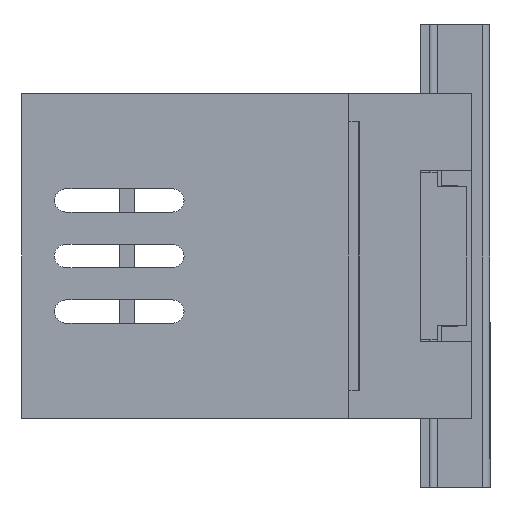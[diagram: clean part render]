
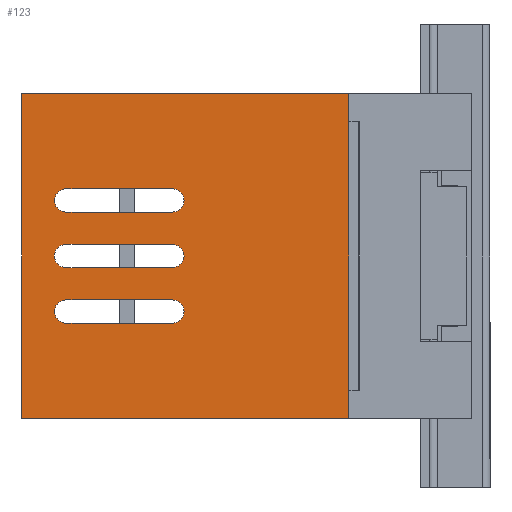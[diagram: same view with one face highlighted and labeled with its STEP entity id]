
A CAD part, left-side view. The second image highlights one B-rep face of the part: STEP entity #123.
In plain terms, the highlighted planar face has unit normal (-1, 0, 0).
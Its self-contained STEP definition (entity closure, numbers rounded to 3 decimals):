
#69 = EDGE_CURVE ( 'NONE', #5503, #13298, #2156, .T. ) ;
#123 = ADVANCED_FACE ( 'NONE', ( #14917, #18444, #15662, #4948 ), #4964, .F. ) ;
#181 = CARTESIAN_POINT ( 'NONE',  ( -55., 30.55, 4.75 ) ) ;
#270 = LINE ( 'NONE', #597, #12490 ) ;
#587 = EDGE_CURVE ( 'NONE', #19192, #3456, #3137, .T. ) ;
#597 = CARTESIAN_POINT ( 'NONE',  ( -55., 30.55, -7.25 ) ) ;
#663 = DIRECTION ( 'NONE',  ( 0., 1., 0. ) ) ;
#685 = VECTOR ( 'NONE', #11587, 1000. ) ;
#756 = EDGE_CURVE ( 'NONE', #3456, #3165, #14899, .T. ) ;
#1005 = VERTEX_POINT ( 'NONE', #15916 ) ;
#1017 = VECTOR ( 'NONE', #1757, 1000. ) ;
#1553 = DIRECTION ( 'NONE',  ( 0., -1., 0. ) ) ;
#1757 = DIRECTION ( 'NONE',  ( 0., 0., 1. ) ) ;
#2156 = LINE ( 'NONE', #14689, #7756 ) ;
#2460 = CARTESIAN_POINT ( 'NONE',  ( -55., 30.55, -4.75 ) ) ;
#2652 = EDGE_CURVE ( 'NONE', #15407, #1005, #9788, .T. ) ;
#2713 = CARTESIAN_POINT ( 'NONE',  ( -55., 30.55, -6. ) ) ;
#2963 = DIRECTION ( 'NONE',  ( 0., 0., -1. ) ) ;
#3038 = VECTOR ( 'NONE', #20413, 1000. ) ;
#3137 = LINE ( 'NONE', #6551, #15640 ) ;
#3165 = VERTEX_POINT ( 'NONE', #16038 ) ;
#3206 = AXIS2_PLACEMENT_3D ( 'NONE', #13685, #15244, #16877 ) ;
#3389 = DIRECTION ( 'NONE',  ( 0., 0., -1. ) ) ;
#3416 = ORIENTED_EDGE ( 'NONE', *, *, #9892, .T. ) ;
#3456 = VERTEX_POINT ( 'NONE', #8625 ) ;
#3641 = EDGE_LOOP ( 'NONE', ( #4072, #19028, #6879, #4173 ) ) ;
#3740 = EDGE_LOOP ( 'NONE', ( #18726, #12209, #11849, #3416 ) ) ;
#4027 = DIRECTION ( 'NONE',  ( 0., 0., -1. ) ) ;
#4072 = ORIENTED_EDGE ( 'NONE', *, *, #17211, .T. ) ;
#4173 = ORIENTED_EDGE ( 'NONE', *, *, #756, .T. ) ;
#4349 = DIRECTION ( 'NONE',  ( 1., 0., 0. ) ) ;
#4529 = CIRCLE ( 'NONE', #5743, 1.25 ) ;
#4616 = AXIS2_PLACEMENT_3D ( 'NONE', #4809, #16164, #2963 ) ;
#4809 = CARTESIAN_POINT ( 'NONE',  ( -55., 30.55, 0. ) ) ;
#4882 = VECTOR ( 'NONE', #9344, 1000. ) ;
#4948 = FACE_OUTER_BOUND ( 'NONE', #16562, .T. ) ;
#4964 = PLANE ( 'NONE',  #18257 ) ;
#5013 = LINE ( 'NONE', #181, #685 ) ;
#5226 = DIRECTION ( 'NONE',  ( 0., 0., -1. ) ) ;
#5430 = CARTESIAN_POINT ( 'NONE',  ( -55., 0., 17.5 ) ) ;
#5503 = VERTEX_POINT ( 'NONE', #14813 ) ;
#5650 = VERTEX_POINT ( 'NONE', #12091 ) ;
#5743 = AXIS2_PLACEMENT_3D ( 'NONE', #13901, #10746, #4027 ) ;
#5779 = CARTESIAN_POINT ( 'NONE',  ( -55., 35.3, -17.5 ) ) ;
#6057 = CARTESIAN_POINT ( 'NONE',  ( -55., 30.55, 7.25 ) ) ;
#6241 = CIRCLE ( 'NONE', #3206, 1.25 ) ;
#6452 = ORIENTED_EDGE ( 'NONE', *, *, #8161, .T. ) ;
#6551 = CARTESIAN_POINT ( 'NONE',  ( -55., 30.55, 1.25 ) ) ;
#6879 = ORIENTED_EDGE ( 'NONE', *, *, #587, .T. ) ;
#7197 = ORIENTED_EDGE ( 'NONE', *, *, #69, .F. ) ;
#7490 = ORIENTED_EDGE ( 'NONE', *, *, #11400, .T. ) ;
#7624 = DIRECTION ( 'NONE',  ( 0., 0., -1. ) ) ;
#7756 = VECTOR ( 'NONE', #1553, 1000. ) ;
#7768 = CARTESIAN_POINT ( 'NONE',  ( -55., 19.05, -6. ) ) ;
#7850 = EDGE_CURVE ( 'NONE', #17622, #5650, #12548, .T. ) ;
#8147 = VERTEX_POINT ( 'NONE', #20461 ) ;
#8161 = EDGE_CURVE ( 'NONE', #18986, #17622, #4529, .T. ) ;
#8305 = CARTESIAN_POINT ( 'NONE',  ( -55., 0., -17.5 ) ) ;
#8540 = CARTESIAN_POINT ( 'NONE',  ( -55., 30.55, -7.25 ) ) ;
#8625 = CARTESIAN_POINT ( 'NONE',  ( -55., 19.05, 1.25 ) ) ;
#8736 = DIRECTION ( 'NONE',  ( 1., 0., 0. ) ) ;
#8951 = EDGE_CURVE ( 'NONE', #17368, #5503, #11262, .T. ) ;
#9243 = VERTEX_POINT ( 'NONE', #14151 ) ;
#9344 = DIRECTION ( 'NONE',  ( 0., -1., 0. ) ) ;
#9435 = ORIENTED_EDGE ( 'NONE', *, *, #12676, .T. ) ;
#9522 = CARTESIAN_POINT ( 'NONE',  ( -55., 19.05, 4.75 ) ) ;
#9788 = CIRCLE ( 'NONE', #14114, 1.25 ) ;
#9875 = AXIS2_PLACEMENT_3D ( 'NONE', #7768, #12699, #7624 ) ;
#9892 = EDGE_CURVE ( 'NONE', #14525, #8147, #11464, .T. ) ;
#10169 = EDGE_CURVE ( 'NONE', #17368, #13028, #16586, .T. ) ;
#10746 = DIRECTION ( 'NONE',  ( 1., 0., 0. ) ) ;
#11262 = LINE ( 'NONE', #14817, #1017 ) ;
#11301 = CARTESIAN_POINT ( 'NONE',  ( -55., 30.55, 7.25 ) ) ;
#11400 = EDGE_CURVE ( 'NONE', #17479, #18986, #5013, .T. ) ;
#11464 = CIRCLE ( 'NONE', #9875, 1.25 ) ;
#11526 = ORIENTED_EDGE ( 'NONE', *, *, #8951, .F. ) ;
#11529 = DIRECTION ( 'NONE',  ( 1., 0., 0. ) ) ;
#11587 = DIRECTION ( 'NONE',  ( 0., 1., 0. ) ) ;
#11611 = AXIS2_PLACEMENT_3D ( 'NONE', #18461, #8736, #5226 ) ;
#11783 = ORIENTED_EDGE ( 'NONE', *, *, #7850, .T. ) ;
#11849 = ORIENTED_EDGE ( 'NONE', *, *, #17366, .T. ) ;
#12091 = CARTESIAN_POINT ( 'NONE',  ( -55., 19.05, 7.25 ) ) ;
#12179 = DIRECTION ( 'NONE',  ( 0., 1., 0. ) ) ;
#12209 = ORIENTED_EDGE ( 'NONE', *, *, #2652, .T. ) ;
#12240 = CARTESIAN_POINT ( 'NONE',  ( -55., 35.3, -17.5 ) ) ;
#12354 = CARTESIAN_POINT ( 'NONE',  ( -55., 30.55, 4.75 ) ) ;
#12422 = LINE ( 'NONE', #5430, #13959 ) ;
#12490 = VECTOR ( 'NONE', #663, 1000. ) ;
#12525 = DIRECTION ( 'NONE',  ( 0., -1., 0. ) ) ;
#12548 = LINE ( 'NONE', #6057, #4882 ) ;
#12676 = EDGE_CURVE ( 'NONE', #5650, #17479, #6241, .T. ) ;
#12699 = DIRECTION ( 'NONE',  ( 1., 0., 0. ) ) ;
#13028 = VERTEX_POINT ( 'NONE', #8305 ) ;
#13183 = CARTESIAN_POINT ( 'NONE',  ( -55., 35.3, 17.5 ) ) ;
#13298 = VERTEX_POINT ( 'NONE', #17434 ) ;
#13685 = CARTESIAN_POINT ( 'NONE',  ( -55., 19.05, 6. ) ) ;
#13901 = CARTESIAN_POINT ( 'NONE',  ( -55., 30.55, 6. ) ) ;
#13959 = VECTOR ( 'NONE', #15418, 1000. ) ;
#14068 = VECTOR ( 'NONE', #12179, 1000. ) ;
#14114 = AXIS2_PLACEMENT_3D ( 'NONE', #2713, #4349, #20641 ) ;
#14151 = CARTESIAN_POINT ( 'NONE',  ( -55., 30.55, -1.25 ) ) ;
#14331 = ORIENTED_EDGE ( 'NONE', *, *, #20716, .T. ) ;
#14525 = VERTEX_POINT ( 'NONE', #15828 ) ;
#14671 = DIRECTION ( 'NONE',  ( 0., -1., 0. ) ) ;
#14689 = CARTESIAN_POINT ( 'NONE',  ( -55., 35.3, 17.5 ) ) ;
#14779 = EDGE_LOOP ( 'NONE', ( #7490, #6452, #11783, #9435 ) ) ;
#14813 = CARTESIAN_POINT ( 'NONE',  ( -55., 35.3, 17.5 ) ) ;
#14817 = CARTESIAN_POINT ( 'NONE',  ( -55., 35.3, 17.5 ) ) ;
#14899 = CIRCLE ( 'NONE', #11611, 1.25 ) ;
#14917 = FACE_BOUND ( 'NONE', #14779, .T. ) ;
#15087 = EDGE_CURVE ( 'NONE', #9243, #19192, #18696, .T. ) ;
#15244 = DIRECTION ( 'NONE',  ( 1., 0., 0. ) ) ;
#15407 = VERTEX_POINT ( 'NONE', #8540 ) ;
#15418 = DIRECTION ( 'NONE',  ( 0., 0., 1. ) ) ;
#15640 = VECTOR ( 'NONE', #14671, 1000. ) ;
#15662 = FACE_BOUND ( 'NONE', #3740, .T. ) ;
#15828 = CARTESIAN_POINT ( 'NONE',  ( -55., 19.05, -4.75 ) ) ;
#15916 = CARTESIAN_POINT ( 'NONE',  ( -55., 30.55, -4.75 ) ) ;
#16038 = CARTESIAN_POINT ( 'NONE',  ( -55., 19.05, -1.25 ) ) ;
#16164 = DIRECTION ( 'NONE',  ( 1., 0., 0. ) ) ;
#16562 = EDGE_LOOP ( 'NONE', ( #14331, #7197, #11526, #17383 ) ) ;
#16586 = LINE ( 'NONE', #5779, #3038 ) ;
#16877 = DIRECTION ( 'NONE',  ( 0., 0., -1. ) ) ;
#17211 = EDGE_CURVE ( 'NONE', #3165, #9243, #18363, .T. ) ;
#17340 = LINE ( 'NONE', #2460, #20618 ) ;
#17366 = EDGE_CURVE ( 'NONE', #1005, #14525, #17340, .T. ) ;
#17368 = VERTEX_POINT ( 'NONE', #12240 ) ;
#17383 = ORIENTED_EDGE ( 'NONE', *, *, #10169, .T. ) ;
#17434 = CARTESIAN_POINT ( 'NONE',  ( -55., 0., 17.5 ) ) ;
#17479 = VERTEX_POINT ( 'NONE', #9522 ) ;
#17622 = VERTEX_POINT ( 'NONE', #11301 ) ;
#17779 = EDGE_CURVE ( 'NONE', #8147, #15407, #270, .T. ) ;
#18257 = AXIS2_PLACEMENT_3D ( 'NONE', #13183, #11529, #3389 ) ;
#18363 = LINE ( 'NONE', #20173, #14068 ) ;
#18444 = FACE_BOUND ( 'NONE', #3641, .T. ) ;
#18461 = CARTESIAN_POINT ( 'NONE',  ( -55., 19.05, 0. ) ) ;
#18696 = CIRCLE ( 'NONE', #4616, 1.25 ) ;
#18726 = ORIENTED_EDGE ( 'NONE', *, *, #17779, .T. ) ;
#18986 = VERTEX_POINT ( 'NONE', #12354 ) ;
#19028 = ORIENTED_EDGE ( 'NONE', *, *, #15087, .T. ) ;
#19192 = VERTEX_POINT ( 'NONE', #20989 ) ;
#20173 = CARTESIAN_POINT ( 'NONE',  ( -55., 30.55, -1.25 ) ) ;
#20413 = DIRECTION ( 'NONE',  ( 0., -1., 0. ) ) ;
#20461 = CARTESIAN_POINT ( 'NONE',  ( -55., 19.05, -7.25 ) ) ;
#20618 = VECTOR ( 'NONE', #12525, 1000. ) ;
#20641 = DIRECTION ( 'NONE',  ( 0., 0., -1. ) ) ;
#20716 = EDGE_CURVE ( 'NONE', #13028, #13298, #12422, .T. ) ;
#20989 = CARTESIAN_POINT ( 'NONE',  ( -55., 30.55, 1.25 ) ) ;
